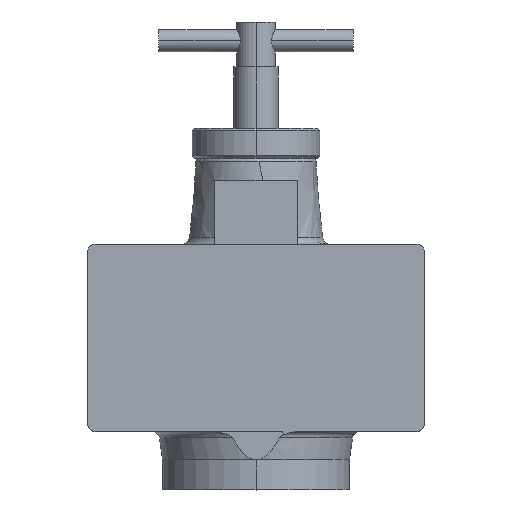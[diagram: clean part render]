
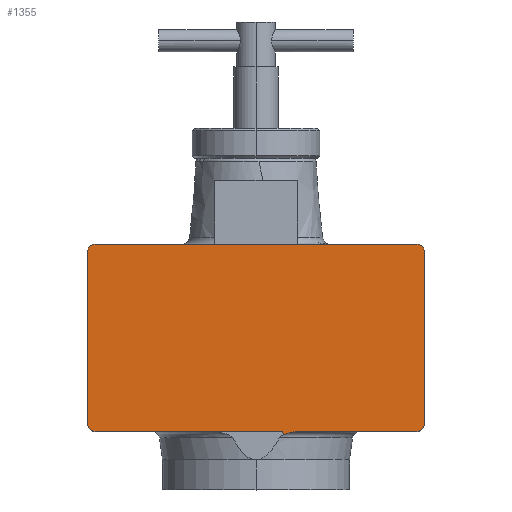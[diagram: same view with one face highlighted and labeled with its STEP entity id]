
A CAD part, top view. The second image highlights one B-rep face of the part: STEP entity #1355.
In plain terms, the highlighted planar face has unit normal (0, 0, 1).
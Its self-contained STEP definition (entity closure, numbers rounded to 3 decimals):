
#42 = EDGE_CURVE ( 'NONE', #594, #1444, #1755, .T. ) ;
#57 = CARTESIAN_POINT ( 'NONE',  ( 21.5, 11.5, 12.5 ) ) ;
#70 = EDGE_CURVE ( 'NONE', #122, #935, #2240, .T. ) ;
#74 = DIRECTION ( 'NONE',  ( 0., 0., 1. ) ) ;
#103 = CARTESIAN_POINT ( 'NONE',  ( 21.5, -11.5, 12.5 ) ) ;
#104 = VERTEX_POINT ( 'NONE', #1552 ) ;
#122 = VERTEX_POINT ( 'NONE', #1514 ) ;
#167 = EDGE_CURVE ( 'NONE', #594, #192, #1904, .T. ) ;
#171 = ORIENTED_EDGE ( 'NONE', *, *, #340, .F. ) ;
#173 = LINE ( 'NONE', #690, #893 ) ;
#179 = AXIS2_PLACEMENT_3D ( 'NONE', #2281, #1744, #2060 ) ;
#189 = CARTESIAN_POINT ( 'NONE',  ( 3.656, -12.979, 12.5 ) ) ;
#192 = VERTEX_POINT ( 'NONE', #1961 ) ;
#236 = ORIENTED_EDGE ( 'NONE', *, *, #2165, .T. ) ;
#255 = CIRCLE ( 'NONE', #1543, 1. ) ;
#262 = B_SPLINE_CURVE_WITH_KNOTS ( 'NONE', 3,
 ( #1838, #1875, #822, #1853 ),
 .UNSPECIFIED., .F., .F.,
 ( 4, 4 ),
 ( 0., 1. ),
 .UNSPECIFIED. ) ;
#298 = CARTESIAN_POINT ( 'NONE',  ( 3.656, -12.979, 12.5 ) ) ;
#317 = CARTESIAN_POINT ( 'NONE',  ( -22.5, 12.5, 12.5 ) ) ;
#339 = VERTEX_POINT ( 'NONE', #644 ) ;
#340 = EDGE_CURVE ( 'NONE', #1493, #1194, #262, .T. ) ;
#341 = DIRECTION ( 'NONE',  ( 0., -1., 0. ) ) ;
#349 = DIRECTION ( 'NONE',  ( 1., 0., 0. ) ) ;
#377 = CARTESIAN_POINT ( 'NONE',  ( 5.619, -12.5, 12.5 ) ) ;
#397 = CARTESIAN_POINT ( 'NONE',  ( -3.571, -12.5, 12.5 ) ) ;
#401 = CARTESIAN_POINT ( 'NONE',  ( 6.027, -12.5, 12.5 ) ) ;
#402 = CARTESIAN_POINT ( 'NONE',  ( 6.027, -12.5, 12.5 ) ) ;
#422 = CARTESIAN_POINT ( 'NONE',  ( -22.5, 12.5, 12.5 ) ) ;
#484 = CARTESIAN_POINT ( 'NONE',  ( 3.571, -12.5, 12.5 ) ) ;
#554 = CARTESIAN_POINT ( 'NONE',  ( 4.421, -12.711, 12.5 ) ) ;
#583 = DIRECTION ( 'NONE',  ( 0., -1., 0. ) ) ;
#594 = VERTEX_POINT ( 'NONE', #1462 ) ;
#611 = LINE ( 'NONE', #422, #2143 ) ;
#640 = DIRECTION ( 'NONE',  ( 0., -1., 0. ) ) ;
#644 = CARTESIAN_POINT ( 'NONE',  ( 3.656, -12.979, 12.5 ) ) ;
#672 = DIRECTION ( 'NONE',  ( 1., 0., 0. ) ) ;
#690 = CARTESIAN_POINT ( 'NONE',  ( -22.5, -12.5, 12.5 ) ) ;
#704 = ORIENTED_EDGE ( 'NONE', *, *, #1963, .T. ) ;
#714 = VERTEX_POINT ( 'NONE', #484 ) ;
#715 = EDGE_CURVE ( 'NONE', #714, #339, #2111, .T. ) ;
#761 = CARTESIAN_POINT ( 'NONE',  ( -22.5, -11.5, 12.5 ) ) ;
#763 = DIRECTION ( 'NONE',  ( 0., -1., 0. ) ) ;
#801 = CARTESIAN_POINT ( 'NONE',  ( 3.571, -12.5, 12.5 ) ) ;
#815 = CARTESIAN_POINT ( 'NONE',  ( -22.5, -12.5, 12.5 ) ) ;
#818 = EDGE_LOOP ( 'NONE', ( #2125, #1348, #2270, #2220, #2289, #171, #1964, #2041, #1092, #236, #1528, #1958, #704 ) ) ;
#820 = EDGE_CURVE ( 'NONE', #104, #1194, #1857, .T. ) ;
#822 = CARTESIAN_POINT ( 'NONE',  ( -5.208, -12.5, 12.5 ) ) ;
#833 = FACE_OUTER_BOUND ( 'NONE', #818, .T. ) ;
#839 = CIRCLE ( 'NONE', #2135, 1. ) ;
#844 = CIRCLE ( 'NONE', #1693, 1. ) ;
#890 = CARTESIAN_POINT ( 'NONE',  ( 4.034, -12.826, 12.5 ) ) ;
#893 = VECTOR ( 'NONE', #349, 1000. ) ;
#912 = VECTOR ( 'NONE', #2038, 1000. ) ;
#935 = VERTEX_POINT ( 'NONE', #1572 ) ;
#972 = CARTESIAN_POINT ( 'NONE',  ( -6.027, -12.5, 12.5 ) ) ;
#990 = EDGE_CURVE ( 'NONE', #1654, #104, #839, .T. ) ;
#1019 = CARTESIAN_POINT ( 'NONE',  ( 21.5, -12.5, 12.5 ) ) ;
#1021 = CARTESIAN_POINT ( 'NONE',  ( -21.5, -11.5, 12.5 ) ) ;
#1078 = VERTEX_POINT ( 'NONE', #402 ) ;
#1092 = ORIENTED_EDGE ( 'NONE', *, *, #1808, .T. ) ;
#1156 = EDGE_CURVE ( 'NONE', #1493, #714, #1579, .T. ) ;
#1161 = DIRECTION ( 'NONE',  ( 0., 0., 1. ) ) ;
#1182 = CARTESIAN_POINT ( 'NONE',  ( 22.5, 12.5, 12.5 ) ) ;
#1194 = VERTEX_POINT ( 'NONE', #972 ) ;
#1217 = CARTESIAN_POINT ( 'NONE',  ( 3.628, -12.819, 12.5 ) ) ;
#1222 = PLANE ( 'NONE',  #179 ) ;
#1225 = CARTESIAN_POINT ( 'NONE',  ( 4.617, -12.663, 12.5 ) ) ;
#1271 = CARTESIAN_POINT ( 'NONE',  ( 3.842, -12.893, 12.5 ) ) ;
#1280 = CARTESIAN_POINT ( 'NONE',  ( -22.5, 11.5, 12.5 ) ) ;
#1311 = VECTOR ( 'NONE', #672, 1000. ) ;
#1317 = DIRECTION ( 'NONE',  ( 0., 0., 1. ) ) ;
#1331 = DIRECTION ( 'NONE',  ( 0., -1., 0. ) ) ;
#1348 = ORIENTED_EDGE ( 'NONE', *, *, #42, .T. ) ;
#1352 = CARTESIAN_POINT ( 'NONE',  ( -3.571, -12.5, 12.5 ) ) ;
#1355 = ADVANCED_FACE ( 'NONE', ( #833 ), #1222, .T. ) ;
#1376 = DIRECTION ( 'NONE',  ( 0., 0., 1. ) ) ;
#1401 = VERTEX_POINT ( 'NONE', #1019 ) ;
#1429 = B_SPLINE_CURVE_WITH_KNOTS ( 'NONE', 3,
 ( #189, #1271, #890, #554, #1225, #1756, #377, #401 ),
 .UNSPECIFIED., .F., .F.,
 ( 4, 2, 2, 4 ),
 ( 0., 0.001, 0.001, 0.002 ),
 .UNSPECIFIED. ) ;
#1444 = VERTEX_POINT ( 'NONE', #1280 ) ;
#1459 = VECTOR ( 'NONE', #640, 1000. ) ;
#1462 = CARTESIAN_POINT ( 'NONE',  ( -21.5, 12.5, 12.5 ) ) ;
#1493 = VERTEX_POINT ( 'NONE', #397 ) ;
#1514 = CARTESIAN_POINT ( 'NONE',  ( 22.5, 11.5, 12.5 ) ) ;
#1528 = ORIENTED_EDGE ( 'NONE', *, *, #1597, .T. ) ;
#1543 = AXIS2_PLACEMENT_3D ( 'NONE', #57, #1317, #763 ) ;
#1552 = CARTESIAN_POINT ( 'NONE',  ( -21.5, -12.5, 12.5 ) ) ;
#1572 = CARTESIAN_POINT ( 'NONE',  ( 22.5, -11.5, 12.5 ) ) ;
#1579 = B_SPLINE_CURVE_WITH_KNOTS ( 'NONE', 3,
 ( #1352, #2048, #1702, #801 ),
 .UNSPECIFIED., .F., .F.,
 ( 4, 4 ),
 ( 0., 1. ),
 .UNSPECIFIED. ) ;
#1597 = EDGE_CURVE ( 'NONE', #1401, #935, #844, .T. ) ;
#1636 = CARTESIAN_POINT ( 'NONE',  ( -21.5, 11.5, 12.5 ) ) ;
#1653 = DIRECTION ( 'NONE',  ( 0., -1., 0. ) ) ;
#1654 = VERTEX_POINT ( 'NONE', #761 ) ;
#1693 = AXIS2_PLACEMENT_3D ( 'NONE', #103, #1161, #1653 ) ;
#1702 = CARTESIAN_POINT ( 'NONE',  ( 1.19, -12.5, 12.5 ) ) ;
#1744 = DIRECTION ( 'NONE',  ( 0., 0., 1. ) ) ;
#1755 = CIRCLE ( 'NONE', #1793, 1. ) ;
#1756 = CARTESIAN_POINT ( 'NONE',  ( 5.213, -12.545, 12.5 ) ) ;
#1793 = AXIS2_PLACEMENT_3D ( 'NONE', #1636, #74, #583 ) ;
#1808 = EDGE_CURVE ( 'NONE', #339, #1078, #1429, .T. ) ;
#1838 = CARTESIAN_POINT ( 'NONE',  ( -3.571, -12.5, 12.5 ) ) ;
#1853 = CARTESIAN_POINT ( 'NONE',  ( -6.027, -12.5, 12.5 ) ) ;
#1857 = LINE ( 'NONE', #815, #912 ) ;
#1875 = CARTESIAN_POINT ( 'NONE',  ( -4.39, -12.5, 12.5 ) ) ;
#1895 = CARTESIAN_POINT ( 'NONE',  ( 3.571, -12.5, 12.5 ) ) ;
#1897 = EDGE_CURVE ( 'NONE', #1444, #1654, #611, .T. ) ;
#1904 = LINE ( 'NONE', #317, #1311 ) ;
#1927 = CARTESIAN_POINT ( 'NONE',  ( 3.599, -12.66, 12.5 ) ) ;
#1958 = ORIENTED_EDGE ( 'NONE', *, *, #70, .F. ) ;
#1961 = CARTESIAN_POINT ( 'NONE',  ( 21.5, 12.5, 12.5 ) ) ;
#1963 = EDGE_CURVE ( 'NONE', #122, #192, #255, .T. ) ;
#1964 = ORIENTED_EDGE ( 'NONE', *, *, #1156, .T. ) ;
#2038 = DIRECTION ( 'NONE',  ( 1., 0., 0. ) ) ;
#2041 = ORIENTED_EDGE ( 'NONE', *, *, #715, .T. ) ;
#2048 = CARTESIAN_POINT ( 'NONE',  ( -1.19, -12.5, 12.5 ) ) ;
#2060 = DIRECTION ( 'NONE',  ( 0., -1., 0. ) ) ;
#2111 = B_SPLINE_CURVE_WITH_KNOTS ( 'NONE', 3,
 ( #1895, #1927, #1217, #298 ),
 .UNSPECIFIED., .F., .F.,
 ( 4, 4 ),
 ( 0., 1. ),
 .UNSPECIFIED. ) ;
#2125 = ORIENTED_EDGE ( 'NONE', *, *, #167, .F. ) ;
#2135 = AXIS2_PLACEMENT_3D ( 'NONE', #1021, #1376, #341 ) ;
#2143 = VECTOR ( 'NONE', #1331, 1000. ) ;
#2165 = EDGE_CURVE ( 'NONE', #1078, #1401, #173, .T. ) ;
#2220 = ORIENTED_EDGE ( 'NONE', *, *, #990, .T. ) ;
#2240 = LINE ( 'NONE', #1182, #1459 ) ;
#2270 = ORIENTED_EDGE ( 'NONE', *, *, #1897, .T. ) ;
#2281 = CARTESIAN_POINT ( 'NONE',  ( -22.5, 12.5, 12.5 ) ) ;
#2289 = ORIENTED_EDGE ( 'NONE', *, *, #820, .T. ) ;
